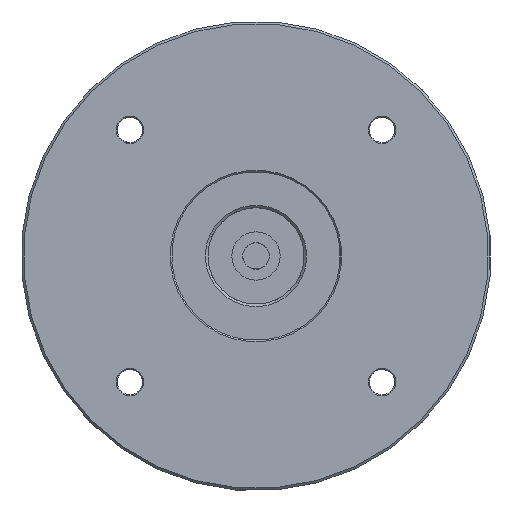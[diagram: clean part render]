
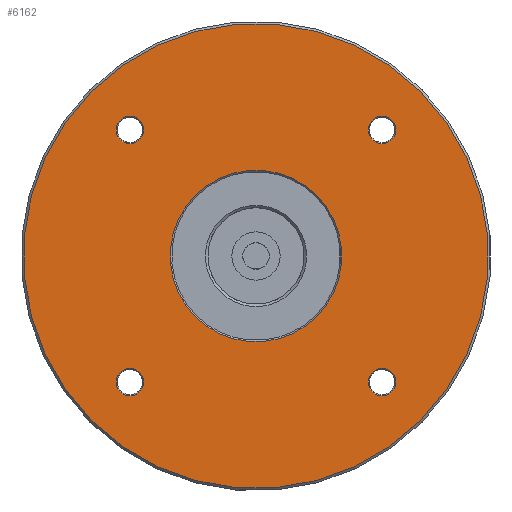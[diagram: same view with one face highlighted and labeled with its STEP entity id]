
A CAD part, front view. The second image highlights one B-rep face of the part: STEP entity #6162.
In plain terms, the highlighted planar face has unit normal (0, -1, 0).
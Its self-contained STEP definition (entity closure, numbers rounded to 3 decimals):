
#5414=PLANE('',#21775);
#6162=ADVANCED_FACE('',(#7466,#7467,#7468,#7469,#7470,#7471),#5414,.T.);
#7466=FACE_BOUND('',#8289,.T.);
#7467=FACE_BOUND('',#8290,.T.);
#7468=FACE_BOUND('',#8291,.T.);
#7469=FACE_BOUND('',#8292,.T.);
#7470=FACE_BOUND('',#8293,.T.);
#7471=FACE_BOUND('',#8294,.T.);
#8289=EDGE_LOOP('',(#11127));
#8290=EDGE_LOOP('',(#11128));
#8291=EDGE_LOOP('',(#11129));
#8292=EDGE_LOOP('',(#11130));
#8293=EDGE_LOOP('',(#11131));
#8294=EDGE_LOOP('',(#11132));
#11127=ORIENTED_EDGE('',*,*,#18699,.T.);
#11128=ORIENTED_EDGE('',*,*,#18700,.T.);
#11129=ORIENTED_EDGE('',*,*,#18701,.T.);
#11130=ORIENTED_EDGE('',*,*,#18702,.T.);
#11131=ORIENTED_EDGE('',*,*,#18703,.T.);
#11132=ORIENTED_EDGE('',*,*,#18704,.T.);
#16296=VERTEX_POINT('',#32278);
#16297=VERTEX_POINT('',#32280);
#16298=VERTEX_POINT('',#32282);
#16299=VERTEX_POINT('',#32284);
#16300=VERTEX_POINT('',#32286);
#16301=VERTEX_POINT('',#32288);
#18699=EDGE_CURVE('',#16296,#16296,#21115,.T.);
#18700=EDGE_CURVE('',#16297,#16297,#21116,.T.);
#18701=EDGE_CURVE('',#16298,#16298,#21117,.T.);
#18702=EDGE_CURVE('',#16299,#16299,#21118,.T.);
#18703=EDGE_CURVE('',#16300,#16300,#21119,.T.);
#18704=EDGE_CURVE('',#16301,#16301,#21120,.T.);
#21115=CIRCLE('',#21769,5.75);
#21116=CIRCLE('',#21770,5.75);
#21117=CIRCLE('',#21771,5.75);
#21118=CIRCLE('',#21772,5.75);
#21119=CIRCLE('',#21773,35.6);
#21120=CIRCLE('',#21774,96.5);
#21769=AXIS2_PLACEMENT_3D('',#32277,#24137,#24138);
#21770=AXIS2_PLACEMENT_3D('',#32279,#24139,#24140);
#21771=AXIS2_PLACEMENT_3D('',#32281,#24141,#24142);
#21772=AXIS2_PLACEMENT_3D('',#32283,#24143,#24144);
#21773=AXIS2_PLACEMENT_3D('',#32285,#24145,#24146);
#21774=AXIS2_PLACEMENT_3D('',#32287,#24147,#24148);
#21775=AXIS2_PLACEMENT_3D('',#32289,#24149,#24150);
#24137=DIRECTION('',(0.,1.,0.));
#24138=DIRECTION('',(0.,0.,-1.));
#24139=DIRECTION('',(0.,1.,0.));
#24140=DIRECTION('',(0.,0.,-1.));
#24141=DIRECTION('',(0.,1.,0.));
#24142=DIRECTION('',(0.,0.,-1.));
#24143=DIRECTION('',(0.,1.,0.));
#24144=DIRECTION('',(0.,0.,-1.));
#24145=DIRECTION('',(0.,1.,0.));
#24146=DIRECTION('',(-0.707,0.,-0.707));
#24147=DIRECTION('',(0.,-1.,0.));
#24148=DIRECTION('',(-0.707,0.,-0.707));
#24149=DIRECTION('',(0.,-1.,0.));
#24150=DIRECTION('',(-0.707,0.,-0.707));
#32277=CARTESIAN_POINT('',(422.326,-30.,-252.326));
#32278=CARTESIAN_POINT('',(422.326,-30.,-258.076));
#32279=CARTESIAN_POINT('',(422.326,-30.,-147.674));
#32280=CARTESIAN_POINT('',(422.326,-30.,-153.424));
#32281=CARTESIAN_POINT('',(317.674,-30.,-147.674));
#32282=CARTESIAN_POINT('',(317.674,-30.,-153.424));
#32283=CARTESIAN_POINT('',(317.674,-30.,-252.326));
#32284=CARTESIAN_POINT('',(317.674,-30.,-258.076));
#32285=CARTESIAN_POINT('',(370.,-30.,-200.));
#32286=CARTESIAN_POINT('',(344.827,-30.,-225.173));
#32287=CARTESIAN_POINT('',(370.,-30.,-200.));
#32288=CARTESIAN_POINT('',(301.764,-30.,-268.236));
#32289=CARTESIAN_POINT('',(370.,-30.,-200.));
